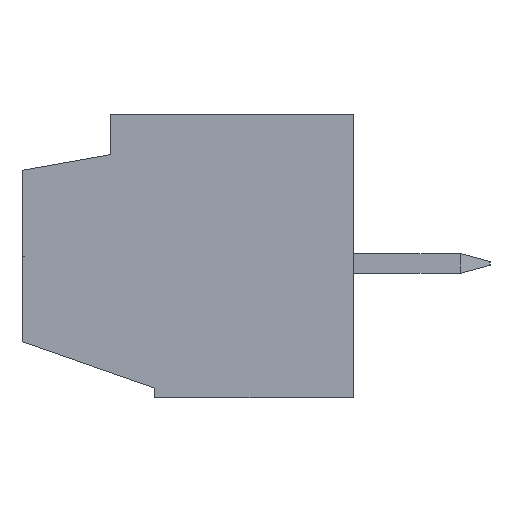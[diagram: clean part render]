
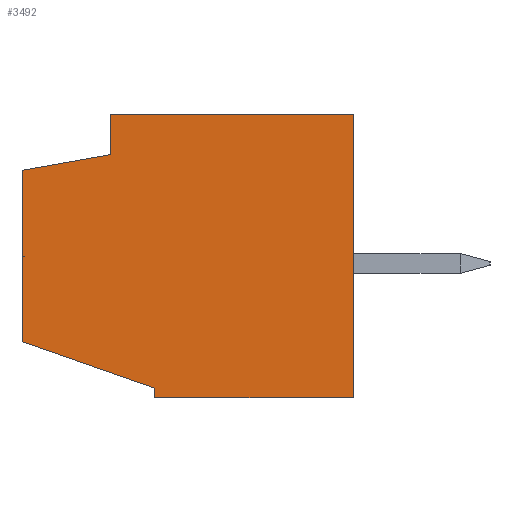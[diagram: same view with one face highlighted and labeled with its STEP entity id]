
A CAD part, left-side view. The second image highlights one B-rep face of the part: STEP entity #3492.
In plain terms, the highlighted planar face has unit normal (-1, 0, 0).
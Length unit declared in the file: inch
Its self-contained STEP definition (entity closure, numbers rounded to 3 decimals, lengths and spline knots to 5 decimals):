
#1=DIRECTION('',(0.,0.,-1.));
#2=VECTOR('',#1,0.287);
#3=CARTESIAN_POINT('',(-0.69,0.,0.1435));
#4=LINE('',#3,#2);
#5=DIRECTION('',(0.,1.,0.));
#6=VECTOR('',#5,0.201);
#7=CARTESIAN_POINT('',(-0.69,0.,-0.1435));
#8=LINE('',#7,#6);
#9=DIRECTION('',(0.,0.,1.));
#10=VECTOR('',#9,0.01);
#11=CARTESIAN_POINT('',(-0.69,0.201,-0.1435));
#12=LINE('',#11,#10);
#13=DIRECTION('',(0.,0.944,0.33));
#14=VECTOR('',#13,0.14197);
#15=CARTESIAN_POINT('',(-0.69,0.201,-0.1335));
#16=LINE('',#15,#14);
#17=DIRECTION('',(0.,0.,1.));
#18=VECTOR('',#17,0.17323);
#19=CARTESIAN_POINT('',(-0.69,0.335,-0.08661));
#20=LINE('',#19,#18);
#21=DIRECTION('',(0.,-0.984,0.176));
#22=VECTOR('',#21,0.09041);
#23=CARTESIAN_POINT('',(-0.69,0.335,0.08661));
#24=LINE('',#23,#22);
#25=DIRECTION('',(0.,0.,1.));
#26=VECTOR('',#25,0.041);
#27=CARTESIAN_POINT('',(-0.69,0.246,0.1025));
#28=LINE('',#27,#26);
#29=DIRECTION('',(0.,-1.,0.));
#30=VECTOR('',#29,0.246);
#31=CARTESIAN_POINT('',(-0.69,0.246,0.1435));
#32=LINE('',#31,#30);
#2677=CARTESIAN_POINT('',(-0.69,0.,0.1435));
#2678=CARTESIAN_POINT('',(-0.69,0.,-0.1435));
#2679=VERTEX_POINT('',#2677);
#2680=VERTEX_POINT('',#2678);
#2681=CARTESIAN_POINT('',(-0.69,0.201,-0.1435));
#2682=VERTEX_POINT('',#2681);
#2683=CARTESIAN_POINT('',(-0.69,0.201,-0.1335));
#2684=VERTEX_POINT('',#2683);
#2685=CARTESIAN_POINT('',(-0.69,0.335,-0.08661));
#2686=VERTEX_POINT('',#2685);
#2687=CARTESIAN_POINT('',(-0.69,0.335,0.08661));
#2688=VERTEX_POINT('',#2687);
#2689=CARTESIAN_POINT('',(-0.69,0.246,0.1025));
#2690=VERTEX_POINT('',#2689);
#2691=CARTESIAN_POINT('',(-0.69,0.246,0.1435));
#2692=VERTEX_POINT('',#2691);
#3469=CARTESIAN_POINT('',(-0.69,0.,0.));
#3470=DIRECTION('',(1.,0.,0.));
#3471=DIRECTION('',(0.,0.,-1.));
#3472=AXIS2_PLACEMENT_3D('',#3469,#3470,#3471);
#3473=PLANE('',#3472);
#3475=ORIENTED_EDGE('',*,*,#3474,.T.);
#3477=ORIENTED_EDGE('',*,*,#3476,.T.);
#3479=ORIENTED_EDGE('',*,*,#3478,.T.);
#3481=ORIENTED_EDGE('',*,*,#3480,.T.);
#3483=ORIENTED_EDGE('',*,*,#3482,.T.);
#3485=ORIENTED_EDGE('',*,*,#3484,.T.);
#3487=ORIENTED_EDGE('',*,*,#3486,.T.);
#3489=ORIENTED_EDGE('',*,*,#3488,.T.);
#3490=EDGE_LOOP('',(#3475,#3477,#3479,#3481,#3483,#3485,#3487,#3489));
#3491=FACE_OUTER_BOUND('',#3490,.F.);
#3492=ADVANCED_FACE('',(#3491),#3473,.F.);
#3474=EDGE_CURVE('',#2679,#2680,#4,.T.);
#3476=EDGE_CURVE('',#2680,#2682,#8,.T.);
#3478=EDGE_CURVE('',#2682,#2684,#12,.T.);
#3480=EDGE_CURVE('',#2684,#2686,#16,.T.);
#3482=EDGE_CURVE('',#2686,#2688,#20,.T.);
#3484=EDGE_CURVE('',#2688,#2690,#24,.T.);
#3486=EDGE_CURVE('',#2690,#2692,#28,.T.);
#3488=EDGE_CURVE('',#2692,#2679,#32,.T.);
